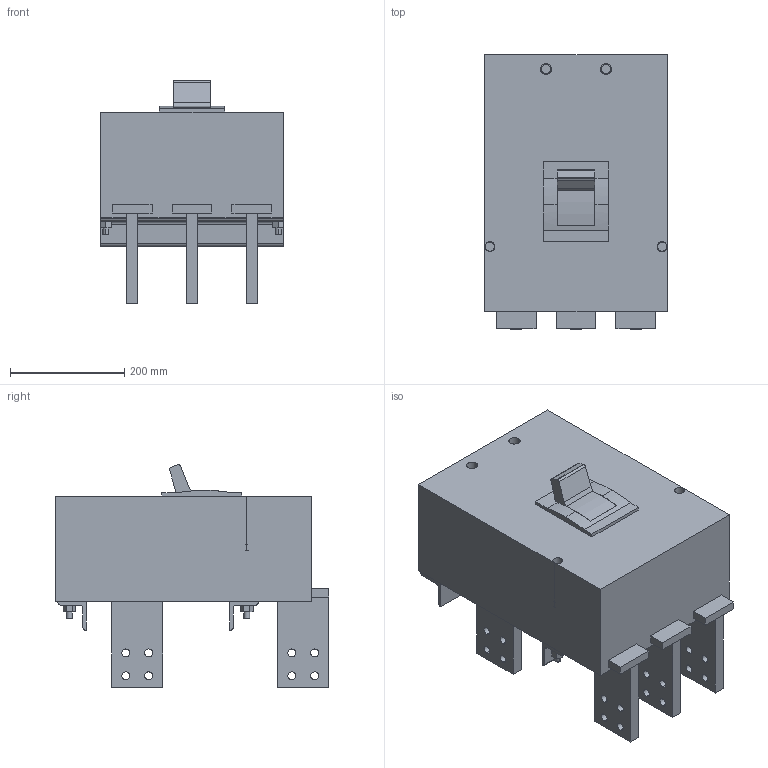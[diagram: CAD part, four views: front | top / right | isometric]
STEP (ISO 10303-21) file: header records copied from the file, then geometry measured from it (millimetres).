
FILE_DESCRIPTION(('CoCreate Modeling STEP Export'),'2;1');
FILE_NAME('ＸＳ２５００ＮＥ３Ｒ.stp','2016-03-31T11:30:25',(''),(''),'CoCreate Modeling STEP processor for AP214 (Solid Model)','CoCreate Modeling 17.0 01-Apr-2010 (C) Parametric Technology GmbH','');
FILE_SCHEMA(('AUTOMOTIVE_DESIGN { 1 0 10303 214 1 1 1 1 }'));
Length unit declared in the file: millimetre
Products named in the file (18): p3; p3.2; p3.1; p6; p4.3; p6.2; p6.1; p5.3; p4.1; p4.2; p1; p2.1; p2; p5; p5.1; p5.2; p4; ＸＳ２５００ＮＥ３Ｒ
Assembly tree (17 placements, depth 2):
  ＸＳ２５００ＮＥ３Ｒ
    p4
    p5.2
    p5.1
    p5
    p2
    p2.1
    p1
    p4.2
    p4.1
    p5.3
    p6.1
    p6.2
    p4.3
    p6
    p3.1
    p3.2
    p3
Bounding box: 321.05 x 480 x 389.83 mm (x, y, z)
Volume: 28761271.2 mm3; surface area: 1026865.6 mm2
Topology: 17 solids, 17 shells, 255 faces, 634 edges, 422 vertices
Faces by surface type: plane 146, cylinder 109
Entity records: 8334 total; most frequent: ORIENTED_EDGE 1268, CARTESIAN_POINT 1162, DIRECTION 1078, EDGE_CURVE 634, VERTEX_POINT 422, VECTOR 402, LINE 402, AXIS2_PLACEMENT_3D 338
